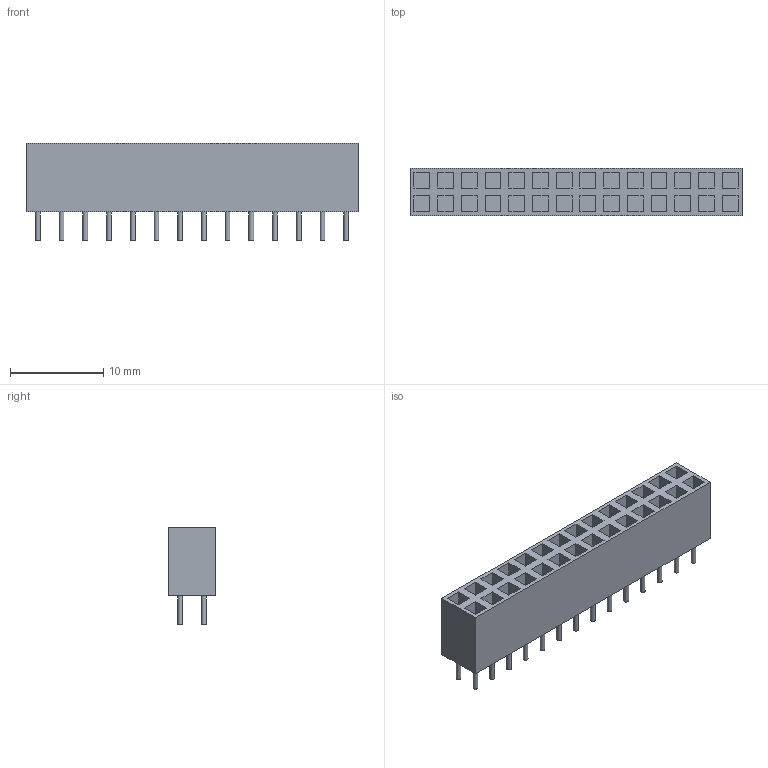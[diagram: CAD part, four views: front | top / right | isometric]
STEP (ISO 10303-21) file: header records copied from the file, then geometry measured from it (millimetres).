
FILE_DESCRIPTION(/* description */ (''),/* implementation_level */ '2;1');
FILE_NAME(/* name */ '5f5d93e5f149961611aba842',/* time_stamp */ '2020-09-13T03:37:09+00:00',/* author */ (''),/* organization */ (''),/* preprocessor_version */ 'ST-DEVELOPER v16.7',/* originating_system */ $,/* authorisation */ $);
FILE_SCHEMA (('AUTOMOTIVE_DESIGN {1 0 10303 214 3 1 1}'));
Length unit declared in the file: metre
Products named in the file (1): Part 1
Bounding box: 35.56 x 5.08 x 10.46 mm (x, y, z)
Volume: 936.3 mm3; surface area: 2066.7 mm2
Topology: 1 solids, 1 shells, 202 faces, 432 edges, 288 vertices
Faces by surface type: plane 174, cylinder 28
Full cylindrical faces by diameter (mm): 0.508 x28
Entity records: 5282 total; most frequent: CARTESIAN_POINT 895, DIRECTION 866, ORIENTED_EDGE 808, EDGE_CURVE 404, LINE 348, VECTOR 348, VERTEX_POINT 288, EDGE_LOOP 286
